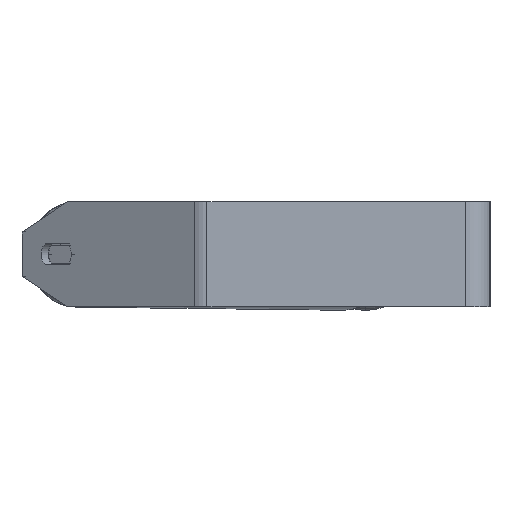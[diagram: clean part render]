
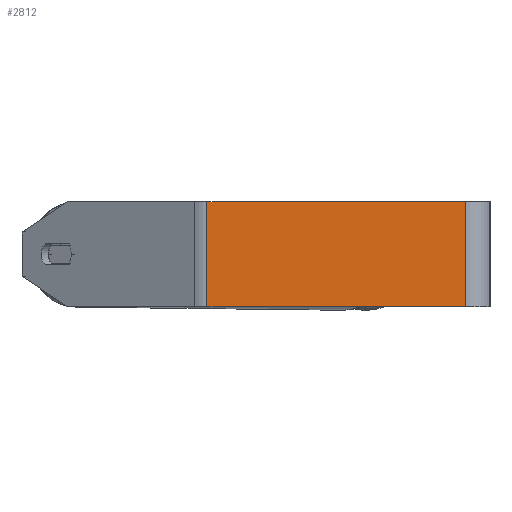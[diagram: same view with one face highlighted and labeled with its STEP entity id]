
A CAD part, left-side view. The second image highlights one B-rep face of the part: STEP entity #2812.
In plain terms, the highlighted planar face has unit normal (-1, 0, 0).
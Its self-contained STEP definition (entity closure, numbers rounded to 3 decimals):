
#422 = DIRECTION ( 'NONE',  ( 1., 0., 0. ) ) ;
#783 = ORIENTED_EDGE ( 'NONE', *, *, #5733, .T. ) ;
#822 = DIRECTION ( 'NONE',  ( 0., -1., 0. ) ) ;
#1169 = VERTEX_POINT ( 'NONE', #3028 ) ;
#1514 = VECTOR ( 'NONE', #6553, 1000. ) ;
#1532 = CARTESIAN_POINT ( 'NONE',  ( -525., 14., 30. ) ) ;
#1601 = DIRECTION ( 'NONE',  ( 0., 0., -1. ) ) ;
#2307 = CARTESIAN_POINT ( 'NONE',  ( -525., 161.165, 30. ) ) ;
#2406 = CARTESIAN_POINT ( 'NONE',  ( -525., 164.916, 30. ) ) ;
#2425 = VECTOR ( 'NONE', #1601, 1000. ) ;
#2523 = ORIENTED_EDGE ( 'NONE', *, *, #4026, .T. ) ;
#2812 = ADVANCED_FACE ( 'NONE', ( #3766 ), #4554, .F. ) ;
#2886 = LINE ( 'NONE', #8249, #8729 ) ;
#3000 = EDGE_CURVE ( 'NONE', #4635, #8090, #8487, .T. ) ;
#3028 = CARTESIAN_POINT ( 'NONE',  ( -525., 161.165, -30. ) ) ;
#3145 = DIRECTION ( 'NONE',  ( 0., -1., 0. ) ) ;
#3766 = FACE_OUTER_BOUND ( 'NONE', #7105, .T. ) ;
#3870 = CARTESIAN_POINT ( 'NONE',  ( -525., 14., 30. ) ) ;
#4002 = CARTESIAN_POINT ( 'NONE',  ( -525., 14., -30. ) ) ;
#4026 = EDGE_CURVE ( 'NONE', #4635, #1169, #4408, .T. ) ;
#4408 = LINE ( 'NONE', #8533, #2425 ) ;
#4554 = PLANE ( 'NONE',  #7200 ) ;
#4635 = VERTEX_POINT ( 'NONE', #2307 ) ;
#5733 = EDGE_CURVE ( 'NONE', #1169, #7401, #2886, .T. ) ;
#5771 = DIRECTION ( 'NONE',  ( 0., 0., -1. ) ) ;
#6287 = ORIENTED_EDGE ( 'NONE', *, *, #3000, .F. ) ;
#6446 = CARTESIAN_POINT ( 'NONE',  ( -525., 164.916, 30. ) ) ;
#6553 = DIRECTION ( 'NONE',  ( 0., 0., -1. ) ) ;
#7105 = EDGE_LOOP ( 'NONE', ( #783, #7377, #6287, #2523 ) ) ;
#7200 = AXIS2_PLACEMENT_3D ( 'NONE', #6446, #422, #5771 ) ;
#7210 = VECTOR ( 'NONE', #3145, 1000. ) ;
#7377 = ORIENTED_EDGE ( 'NONE', *, *, #7428, .F. ) ;
#7401 = VERTEX_POINT ( 'NONE', #4002 ) ;
#7428 = EDGE_CURVE ( 'NONE', #8090, #7401, #8128, .T. ) ;
#8090 = VERTEX_POINT ( 'NONE', #1532 ) ;
#8128 = LINE ( 'NONE', #3870, #1514 ) ;
#8249 = CARTESIAN_POINT ( 'NONE',  ( -525., 164.916, -30. ) ) ;
#8487 = LINE ( 'NONE', #2406, #7210 ) ;
#8533 = CARTESIAN_POINT ( 'NONE',  ( -525., 161.165, 30. ) ) ;
#8729 = VECTOR ( 'NONE', #822, 1000. ) ;
